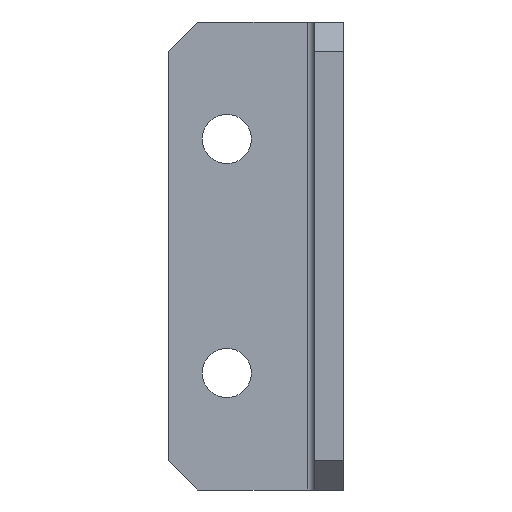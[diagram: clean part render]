
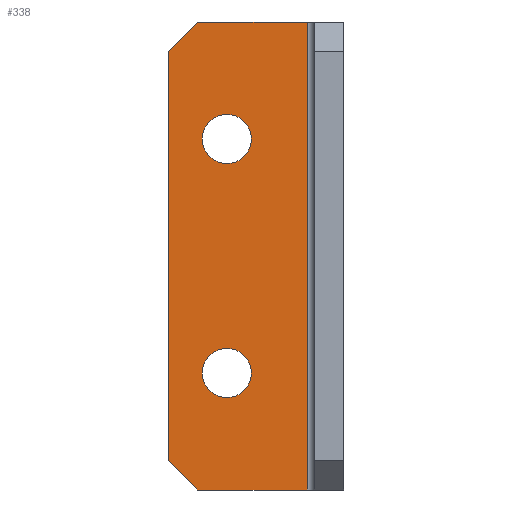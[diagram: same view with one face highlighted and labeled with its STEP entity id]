
A CAD part, left-side view. The second image highlights one B-rep face of the part: STEP entity #338.
In plain terms, the highlighted planar face has unit normal (-1, 0, 0).
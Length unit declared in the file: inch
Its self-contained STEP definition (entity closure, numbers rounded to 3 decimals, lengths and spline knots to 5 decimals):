
#63 = VECTOR ( 'NONE', #780, 39.37008 ) ;
#64 = VECTOR ( 'NONE', #794, 39.37008 ) ;
#65 = LINE ( 'NONE', #790, #63 ) ;
#83 = LINE ( 'NONE', #816, #64 ) ;
#84 = VECTOR ( 'NONE', #891, 39.37008 ) ;
#86 = VECTOR ( 'NONE', #884, 39.37008 ) ;
#87 = LINE ( 'NONE', #894, #84 ) ;
#88 = VECTOR ( 'NONE', #901, 39.37008 ) ;
#90 = LINE ( 'NONE', #888, #86 ) ;
#91 = VECTOR ( 'NONE', #925, 39.37008 ) ;
#93 = LINE ( 'NONE', #929, #91 ) ;
#95 = CIRCLE ( 'NONE', #900, 0.105 ) ;
#98 = CIRCLE ( 'NONE', #904, 0.105 ) ;
#100 = LINE ( 'NONE', #910, #88 ) ;
#128 = FACE_BOUND ( 'NONE', #862, .T. ) ;
#168 = DIRECTION ( 'NONE',  ( 0., -1., 0. ) ) ;
#177 = DIRECTION ( 'NONE',  ( -1., 0., 0. ) ) ;
#179 = CARTESIAN_POINT ( 'NONE',  ( 3.25, 0.5, -2. ) ) ;
#192 = ORIENTED_EDGE ( 'NONE', *, *, #802, .F. ) ;
#193 = ORIENTED_EDGE ( 'NONE', *, *, #1054, .F. ) ;
#194 = ORIENTED_EDGE ( 'NONE', *, *, #789, .F. ) ;
#195 = ORIENTED_EDGE ( 'NONE', *, *, #1055, .F. ) ;
#196 = ORIENTED_EDGE ( 'NONE', *, *, #1056, .T. ) ;
#197 = ORIENTED_EDGE ( 'NONE', *, *, #1059, .F. ) ;
#198 = ORIENTED_EDGE ( 'NONE', *, *, #1076, .F. ) ;
#200 = ORIENTED_EDGE ( 'NONE', *, *, #1072, .F. ) ;
#202 = ORIENTED_EDGE ( 'NONE', *, *, #1060, .T. ) ;
#203 = ORIENTED_EDGE ( 'NONE', *, *, #1061, .F. ) ;
#215 = DIRECTION ( 'NONE',  ( 0., -1., 0. ) ) ;
#217 = DIRECTION ( 'NONE',  ( -1., 0., 0. ) ) ;
#223 = CARTESIAN_POINT ( 'NONE',  ( 3.25, 0.5, -1. ) ) ;
#291 = CARTESIAN_POINT ( 'NONE',  ( 3.25, 0.75, -2.375 ) ) ;
#296 = CARTESIAN_POINT ( 'NONE',  ( 3.25, 0.395, -2. ) ) ;
#301 = CARTESIAN_POINT ( 'NONE',  ( 3.25, 0.605, -2. ) ) ;
#309 = CARTESIAN_POINT ( 'NONE',  ( 3.25, 0.395, -1. ) ) ;
#311 = CARTESIAN_POINT ( 'NONE',  ( 3.25, 0.605, -1. ) ) ;
#330 = CARTESIAN_POINT ( 'NONE',  ( 3.25, 0.155, -2.5 ) ) ;
#338 = ADVANCED_FACE ( 'NONE', ( #536, #128, #826 ), #691, .T. ) ;
#355 = CARTESIAN_POINT ( 'NONE',  ( 3.25, 0.625, -0.5 ) ) ;
#366 = CARTESIAN_POINT ( 'NONE',  ( 3.25, 0.75, -0.625 ) ) ;
#403 = CARTESIAN_POINT ( 'NONE',  ( 3.25, 0.625, -2.5 ) ) ;
#431 = VERTEX_POINT ( 'NONE', #439 ) ;
#435 = VERTEX_POINT ( 'NONE', #403 ) ;
#439 = CARTESIAN_POINT ( 'NONE',  ( 3.25, 0.155, -0.5 ) ) ;
#447 = VERTEX_POINT ( 'NONE', #366 ) ;
#456 = VERTEX_POINT ( 'NONE', #355 ) ;
#470 = VERTEX_POINT ( 'NONE', #330 ) ;
#486 = VERTEX_POINT ( 'NONE', #311 ) ;
#488 = VERTEX_POINT ( 'NONE', #309 ) ;
#491 = VERTEX_POINT ( 'NONE', #301 ) ;
#492 = VERTEX_POINT ( 'NONE', #296 ) ;
#496 = VERTEX_POINT ( 'NONE', #291 ) ;
#536 = FACE_OUTER_BOUND ( 'NONE', #850, .T. ) ;
#688 = DIRECTION ( 'NONE',  ( 0., -1., 0. ) ) ;
#691 = PLANE ( 'NONE',  #1028 ) ;
#699 = CARTESIAN_POINT ( 'NONE',  ( 3.25, 0.75, 0. ) ) ;
#705 = DIRECTION ( 'NONE',  ( -1., 0., 0. ) ) ;
#719 = CIRCLE ( 'NONE', #945, 0.105 ) ;
#780 = DIRECTION ( 'NONE',  ( 0., 0., -1. ) ) ;
#789 = EDGE_CURVE ( 'NONE', #486, #488, #1029, .T. ) ;
#790 = CARTESIAN_POINT ( 'NONE',  ( 3.25, 0.155, 0. ) ) ;
#794 = DIRECTION ( 'NONE',  ( 0., 1., 0. ) ) ;
#802 = EDGE_CURVE ( 'NONE', #491, #492, #719, .T. ) ;
#816 = CARTESIAN_POINT ( 'NONE',  ( 3.25, 0.75, -2.5 ) ) ;
#826 = FACE_BOUND ( 'NONE', #928, .T. ) ;
#850 = EDGE_LOOP ( 'NONE', ( #203, #202, #200, #198, #197, #196 ) ) ;
#862 = EDGE_LOOP ( 'NONE', ( #195, #194 ) ) ;
#884 = DIRECTION ( 'NONE',  ( 0., -0.707, -0.707 ) ) ;
#888 = CARTESIAN_POINT ( 'NONE',  ( 3.25, 1.9375, -1.1875 ) ) ;
#891 = DIRECTION ( 'NONE',  ( 0., 0., 1. ) ) ;
#894 = CARTESIAN_POINT ( 'NONE',  ( 3.25, 0.75, 0. ) ) ;
#900 = AXIS2_PLACEMENT_3D ( 'NONE', #908, #902, #905 ) ;
#901 = DIRECTION ( 'NONE',  ( 0., -1., 0. ) ) ;
#902 = DIRECTION ( 'NONE',  ( -1., 0., 0. ) ) ;
#904 = AXIS2_PLACEMENT_3D ( 'NONE', #916, #923, #918 ) ;
#905 = DIRECTION ( 'NONE',  ( 0., -1., 0. ) ) ;
#908 = CARTESIAN_POINT ( 'NONE',  ( 3.25, 0.5, -1. ) ) ;
#910 = CARTESIAN_POINT ( 'NONE',  ( 3.25, 0.75, -0.5 ) ) ;
#916 = CARTESIAN_POINT ( 'NONE',  ( 3.25, 0.5, -2. ) ) ;
#918 = DIRECTION ( 'NONE',  ( 0., -1., 0. ) ) ;
#923 = DIRECTION ( 'NONE',  ( -1., 0., 0. ) ) ;
#925 = DIRECTION ( 'NONE',  ( 0., 0.707, -0.707 ) ) ;
#928 = EDGE_LOOP ( 'NONE', ( #193, #192 ) ) ;
#929 = CARTESIAN_POINT ( 'NONE',  ( 3.25, 0.4375, -0.3125 ) ) ;
#945 = AXIS2_PLACEMENT_3D ( 'NONE', #179, #177, #168 ) ;
#966 = AXIS2_PLACEMENT_3D ( 'NONE', #223, #217, #215 ) ;
#1028 = AXIS2_PLACEMENT_3D ( 'NONE', #699, #705, #688 ) ;
#1029 = CIRCLE ( 'NONE', #966, 0.105 ) ;
#1054 = EDGE_CURVE ( 'NONE', #492, #491, #98, .T. ) ;
#1055 = EDGE_CURVE ( 'NONE', #488, #486, #95, .T. ) ;
#1056 = EDGE_CURVE ( 'NONE', #456, #447, #93, .T. ) ;
#1059 = EDGE_CURVE ( 'NONE', #456, #431, #100, .T. ) ;
#1060 = EDGE_CURVE ( 'NONE', #496, #435, #90, .T. ) ;
#1061 = EDGE_CURVE ( 'NONE', #496, #447, #87, .T. ) ;
#1072 = EDGE_CURVE ( 'NONE', #470, #435, #83, .T. ) ;
#1076 = EDGE_CURVE ( 'NONE', #431, #470, #65, .T. ) ;
